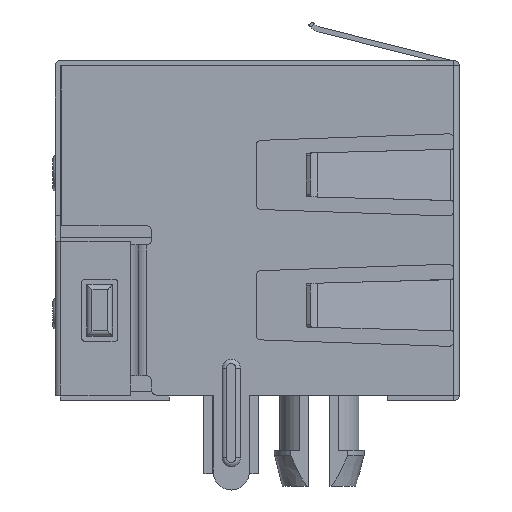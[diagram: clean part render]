
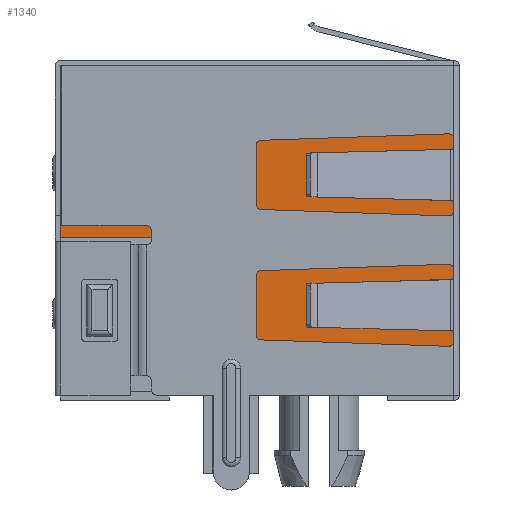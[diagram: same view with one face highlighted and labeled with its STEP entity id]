
A CAD part, left-side view. The second image highlights one B-rep face of the part: STEP entity #1340.
In plain terms, the highlighted planar face has unit normal (-1, 0, 0).
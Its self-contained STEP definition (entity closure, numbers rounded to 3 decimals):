
#1340 = ADVANCED_FACE( '', ( #3077 ), #3078, .T. );
#3077 = FACE_OUTER_BOUND( '', #5333, .T. );
#3078 = PLANE( '', #5334 );
#5333 = EDGE_LOOP( '', ( #8978, #8979, #8980, #8981, #8982, #8983, #8984, #8985 ) );
#5334 = AXIS2_PLACEMENT_3D( '', #8986, #8987, #8988 );
#8978 = ORIENTED_EDGE( '', *, *, #15213, .F. );
#8979 = ORIENTED_EDGE( '', *, *, #15214, .T. );
#8980 = ORIENTED_EDGE( '', *, *, #14235, .T. );
#8981 = ORIENTED_EDGE( '', *, *, #14188, .F. );
#8982 = ORIENTED_EDGE( '', *, *, #15215, .F. );
#8983 = ORIENTED_EDGE( '', *, *, #15216, .T. );
#8984 = ORIENTED_EDGE( '', *, *, #14182, .T. );
#8985 = ORIENTED_EDGE( '', *, *, #15217, .T. );
#8986 = CARTESIAN_POINT( '', ( -8.05, -7.675, -6.42 ) );
#8987 = DIRECTION( '', ( -1., 0., 0. ) );
#8988 = DIRECTION( '', ( 0., 0., 1. ) );
#14182 = EDGE_CURVE( '', #17173, #17174, #17175, .T. );
#14188 = EDGE_CURVE( '', #17182, #17184, #17185, .T. );
#14235 = EDGE_CURVE( '', #17267, #17184, #17268, .T. );
#15213 = EDGE_CURVE( '', #18921, #18922, #18923, .T. );
#15214 = EDGE_CURVE( '', #18921, #17267, #18924, .T. );
#15215 = EDGE_CURVE( '', #18925, #17182, #18926, .T. );
#15216 = EDGE_CURVE( '', #18925, #17173, #18927, .T. );
#15217 = EDGE_CURVE( '', #17174, #18922, #18928, .T. );
#17173 = VERTEX_POINT( '', #21600 );
#17174 = VERTEX_POINT( '', #21601 );
#17175 = LINE( '', #21602, #21603 );
#17182 = VERTEX_POINT( '', #21613 );
#17184 = VERTEX_POINT( '', #21616 );
#17185 = LINE( '', #21617, #21618 );
#17267 = VERTEX_POINT( '', #21731 );
#17268 = LINE( '', #21732, #21733 );
#18921 = VERTEX_POINT( '', #24313 );
#18922 = VERTEX_POINT( '', #24314 );
#18923 = LINE( '', #24315, #24316 );
#18924 = LINE( '', #24317, #24318 );
#18925 = VERTEX_POINT( '', #24319 );
#18926 = LINE( '', #24320, #24321 );
#18927 = LINE( '', #24322, #24323 );
#18928 = LINE( '', #24324, #24325 );
#21600 = CARTESIAN_POINT( '', ( -8.05, -7.675, -6.22 ) );
#21601 = CARTESIAN_POINT( '', ( -8.05, -7.675, 6.42 ) );
#21602 = CARTESIAN_POINT( '', ( -8.05, -7.675, -6.42 ) );
#21603 = VECTOR( '', #27582, 1000. );
#21613 = CARTESIAN_POINT( '', ( -8.05, -4.675, -6.42 ) );
#21616 = CARTESIAN_POINT( '', ( -8.05, 3.425, -6.42 ) );
#21617 = CARTESIAN_POINT( '', ( -8.05, -7.675, -6.42 ) );
#21618 = VECTOR( '', #27587, 1000. );
#21731 = CARTESIAN_POINT( '', ( -8.05, 3.425, -0.28 ) );
#21732 = CARTESIAN_POINT( '', ( -8.05, 3.425, -4.28 ) );
#21733 = VECTOR( '', #27643, 1000. );
#24313 = CARTESIAN_POINT( '', ( -8.05, 7.675, -0.28 ) );
#24314 = CARTESIAN_POINT( '', ( -8.05, 7.675, 6.42 ) );
#24315 = CARTESIAN_POINT( '', ( -8.05, 7.675, -6.42 ) );
#24316 = VECTOR( '', #28701, 1000. );
#24317 = CARTESIAN_POINT( '', ( -8.05, 7.675, -0.28 ) );
#24318 = VECTOR( '', #28702, 1000. );
#24319 = CARTESIAN_POINT( '', ( -8.05, -4.675, -6.22 ) );
#24320 = CARTESIAN_POINT( '', ( -8.05, -4.675, -6.22 ) );
#24321 = VECTOR( '', #28703, 1000. );
#24322 = CARTESIAN_POINT( '', ( -8.05, -4.675, -6.22 ) );
#24323 = VECTOR( '', #28704, 1000. );
#24324 = CARTESIAN_POINT( '', ( -8.05, -7.675, 6.42 ) );
#24325 = VECTOR( '', #28705, 1000. );
#27582 = DIRECTION( '', ( 0., 0., 1. ) );
#27587 = DIRECTION( '', ( 0., 1., 0. ) );
#27643 = DIRECTION( '', ( 0., 0., -1. ) );
#28701 = DIRECTION( '', ( 0., 0., 1. ) );
#28702 = DIRECTION( '', ( 0., -1., 0. ) );
#28703 = DIRECTION( '', ( 0., 0., -1. ) );
#28704 = DIRECTION( '', ( 0., -1., 0. ) );
#28705 = DIRECTION( '', ( 0., 1., 0. ) );
